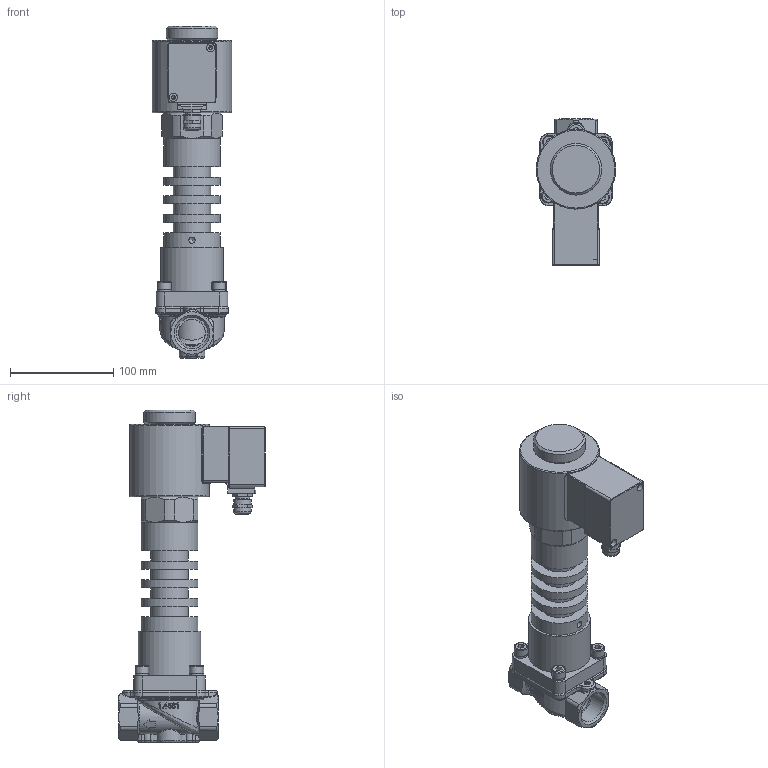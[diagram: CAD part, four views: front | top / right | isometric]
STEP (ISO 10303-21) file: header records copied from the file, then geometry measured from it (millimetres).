
FILE_DESCRIPTION(/* description */ ('2/2 zwangsgest. Kolbenventil'),/* implementation_level */ '2;1');
FILE_NAME(/* name */ '049.000356_2-164-25-0800-T242-DT.stp',/* time_stamp */ '2022-05-02T08:36:34+02:00',/* author */ ('CBeuthner'),/* organization */ (''),/* preprocessor_version */ 'ST-DEVELOPER v16.1',/* originating_system */ 'Autodesk Inventor 2016',/* authorisation */ '');
FILE_SCHEMA (('CONFIG_CONTROL_DESIGN'));
Length unit declared in the file: millimetre
Products named in the file (1): 88-005548
Bounding box: 77 x 141.5 x 320.9 mm (x, y, z)
Volume: 968009.9 mm3; surface area: 146723.5 mm2
Topology: 1 solids, 1 shells, 1060 faces, 2677 edges, 1664 vertices
Faces by surface type: plane 390, cylinder 365, torus 104, bspline 103, cone 72, sphere 26
Full cylindrical faces by diameter (mm): 2.459 x3, 3 x2, 3.242 x5, 3.571 x1, 3.6 x2, 4 x2, 4.3 x1, 4.5 x6, 4.917 x2, 5.837 x1, 6 x3, 6.593 x1, 6.647 x4, 7 x2, 8 x6, 8.5 x1, 9 x2, 9.2 x1, 9.4 x1, 11 x1, 12 x2, 13 x4, 14 x2, 14.376 x1, 16 x1, 16.7 x2, 25 x1, 26 x2, 30.291 x2, 36 x4
Entity records: 38377 total; most frequent: CARTESIAN_POINT 13361, ORIENTED_EDGE 4938, DIRECTION 4860, EDGE_CURVE 2469, AXIS2_PLACEMENT_3D 1933, VERTEX_POINT 1605, EDGE_LOOP 1286, FACE_OUTER_BOUND 1060
